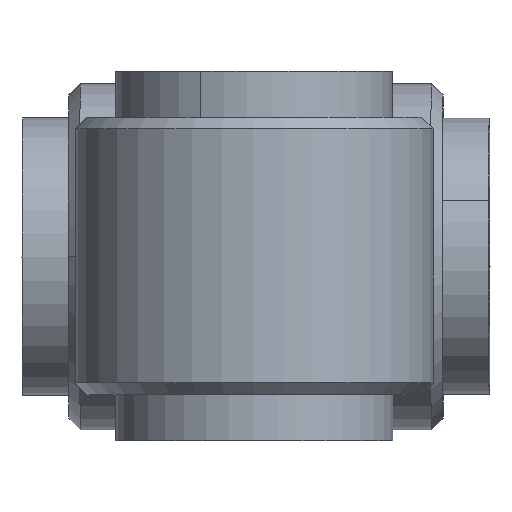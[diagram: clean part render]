
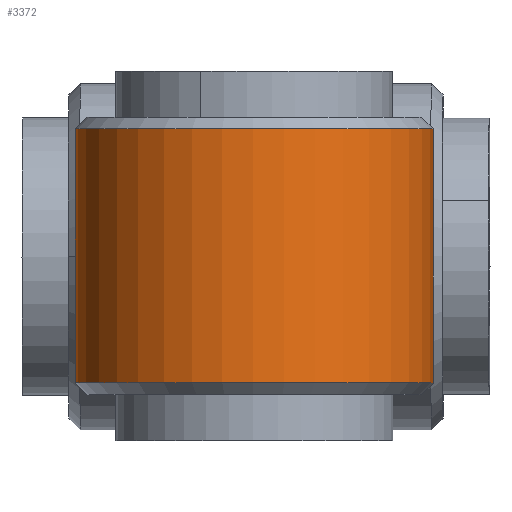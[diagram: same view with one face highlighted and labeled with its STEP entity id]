
A CAD part, top view. The second image highlights one B-rep face of the part: STEP entity #3372.
In plain terms, the highlighted cylindrical face has radius 7.75 mm (diameter 15.5 mm), a partial arc.
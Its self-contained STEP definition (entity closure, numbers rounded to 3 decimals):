
#64 = CARTESIAN_POINT ( 'NONE',  ( 0., 7.75, 5.5 ) ) ;
#236 = ORIENTED_EDGE ( 'NONE', *, *, #2299, .F. ) ;
#294 = AXIS2_PLACEMENT_3D ( 'NONE', #4881, #4100, #719 ) ;
#323 = CIRCLE ( 'NONE', #3954, 7.75 ) ;
#426 = EDGE_CURVE ( 'NONE', #4215, #2301, #4857, .T. ) ;
#708 = EDGE_LOOP ( 'NONE', ( #236, #1425, #1340, #2794 ) ) ;
#719 = DIRECTION ( 'NONE',  ( 0., -1., 0. ) ) ;
#1254 = DIRECTION ( 'NONE',  ( 0., 0., -1. ) ) ;
#1340 = ORIENTED_EDGE ( 'NONE', *, *, #1597, .T. ) ;
#1425 = ORIENTED_EDGE ( 'NONE', *, *, #426, .T. ) ;
#1597 = EDGE_CURVE ( 'NONE', #2301, #2123, #1881, .T. ) ;
#1687 = FACE_OUTER_BOUND ( 'NONE', #708, .T. ) ;
#1831 = CARTESIAN_POINT ( 'NONE',  ( 0., -7.75, 6. ) ) ;
#1881 = LINE ( 'NONE', #1831, #3374 ) ;
#1968 = CARTESIAN_POINT ( 'NONE',  ( 0., 0., -5.5 ) ) ;
#2049 = CYLINDRICAL_SURFACE ( 'NONE', #2273, 7.75 ) ;
#2123 = VERTEX_POINT ( 'NONE', #3644 ) ;
#2251 = LINE ( 'NONE', #2981, #4629 ) ;
#2273 = AXIS2_PLACEMENT_3D ( 'NONE', #3242, #1254, #3551 ) ;
#2299 = EDGE_CURVE ( 'NONE', #4215, #4418, #2251, .T. ) ;
#2301 = VERTEX_POINT ( 'NONE', #3367 ) ;
#2387 = DIRECTION ( 'NONE',  ( 0., 0., 1. ) ) ;
#2794 = ORIENTED_EDGE ( 'NONE', *, *, #3983, .T. ) ;
#2981 = CARTESIAN_POINT ( 'NONE',  ( 0., 7.75, 6. ) ) ;
#3242 = CARTESIAN_POINT ( 'NONE',  ( 0., 0., 6. ) ) ;
#3316 = DIRECTION ( 'NONE',  ( 0., 0., -1. ) ) ;
#3367 = CARTESIAN_POINT ( 'NONE',  ( 0., -7.75, 5.5 ) ) ;
#3372 = ADVANCED_FACE ( 'NONE', ( #1687 ), #2049, .T. ) ;
#3374 = VECTOR ( 'NONE', #3316, 1000. ) ;
#3551 = DIRECTION ( 'NONE',  ( 0., -1., 0. ) ) ;
#3644 = CARTESIAN_POINT ( 'NONE',  ( 0., -7.75, -5.5 ) ) ;
#3795 = CARTESIAN_POINT ( 'NONE',  ( 0., 7.75, -5.5 ) ) ;
#3870 = DIRECTION ( 'NONE',  ( 0., -1., 0. ) ) ;
#3954 = AXIS2_PLACEMENT_3D ( 'NONE', #1968, #2387, #3870 ) ;
#3983 = EDGE_CURVE ( 'NONE', #2123, #4418, #323, .T. ) ;
#4100 = DIRECTION ( 'NONE',  ( 0., 0., -1. ) ) ;
#4215 = VERTEX_POINT ( 'NONE', #64 ) ;
#4418 = VERTEX_POINT ( 'NONE', #3795 ) ;
#4535 = DIRECTION ( 'NONE',  ( 0., 0., -1. ) ) ;
#4629 = VECTOR ( 'NONE', #4535, 1000. ) ;
#4857 = CIRCLE ( 'NONE', #294, 7.75 ) ;
#4881 = CARTESIAN_POINT ( 'NONE',  ( 0., 0., 5.5 ) ) ;
